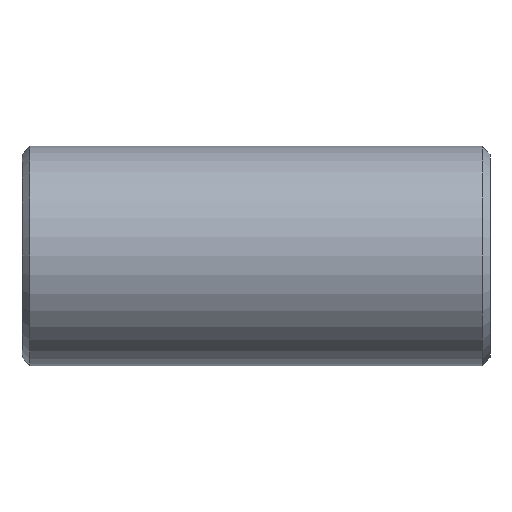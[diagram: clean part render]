
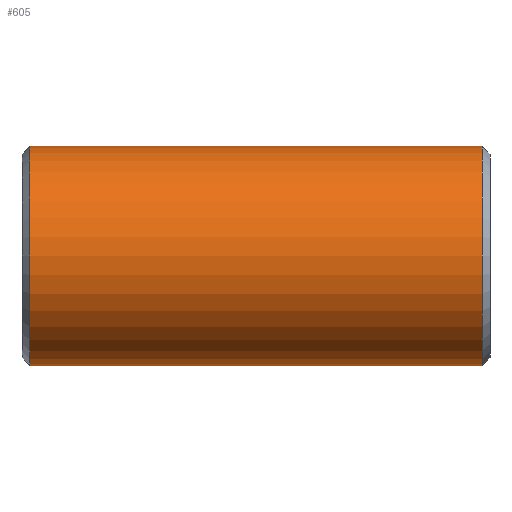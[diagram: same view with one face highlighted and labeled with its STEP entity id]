
A CAD part, front view. The second image highlights one B-rep face of the part: STEP entity #605.
In plain terms, the highlighted cylindrical face has radius 13.335 mm (diameter 26.67 mm), a partial arc.
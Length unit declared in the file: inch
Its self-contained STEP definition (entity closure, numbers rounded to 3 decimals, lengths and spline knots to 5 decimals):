
#23 = DIRECTION ( 'NONE',  ( -1., 0., 0. ) ) ;
#27 = DIRECTION ( 'NONE',  ( 0., 0., 1. ) ) ;
#35 = VERTEX_POINT ( 'NONE', #424 ) ;
#72 = CARTESIAN_POINT ( 'NONE',  ( 1.08233, 0., 0. ) ) ;
#82 = EDGE_LOOP ( 'NONE', ( #443, #393, #555, #201 ) ) ;
#84 = EDGE_CURVE ( 'NONE', #161, #35, #164, .T. ) ;
#85 = AXIS2_PLACEMENT_3D ( 'NONE', #625, #129, #27 ) ;
#92 = VECTOR ( 'NONE', #683, 39.37008 ) ;
#126 = CARTESIAN_POINT ( 'NONE',  ( 1.08233, 0., -0.525 ) ) ;
#128 = VERTEX_POINT ( 'NONE', #606 ) ;
#129 = DIRECTION ( 'NONE',  ( 1., 0., 0. ) ) ;
#161 = VERTEX_POINT ( 'NONE', #126 ) ;
#164 = LINE ( 'NONE', #378, #352 ) ;
#201 = ORIENTED_EDGE ( 'NONE', *, *, #278, .T. ) ;
#211 = AXIS2_PLACEMENT_3D ( 'NONE', #72, #23, #524 ) ;
#212 = EDGE_CURVE ( 'NONE', #676, #128, #240, .T. ) ;
#229 = CARTESIAN_POINT ( 'NONE',  ( 1.12, 0., 0. ) ) ;
#240 = LINE ( 'NONE', #461, #92 ) ;
#278 = EDGE_CURVE ( 'NONE', #128, #35, #669, .T. ) ;
#352 = VECTOR ( 'NONE', #362, 39.37008 ) ;
#361 = EDGE_CURVE ( 'NONE', #161, #676, #522, .T. ) ;
#362 = DIRECTION ( 'NONE',  ( -1., 0., 0. ) ) ;
#377 = AXIS2_PLACEMENT_3D ( 'NONE', #229, #616, #507 ) ;
#378 = CARTESIAN_POINT ( 'NONE',  ( 1.12, 0., -0.525 ) ) ;
#390 = FACE_OUTER_BOUND ( 'NONE', #82, .T. ) ;
#393 = ORIENTED_EDGE ( 'NONE', *, *, #361, .T. ) ;
#424 = CARTESIAN_POINT ( 'NONE',  ( -1.08233, 0., -0.525 ) ) ;
#443 = ORIENTED_EDGE ( 'NONE', *, *, #84, .F. ) ;
#461 = CARTESIAN_POINT ( 'NONE',  ( 1.12, 0., 0.525 ) ) ;
#507 = DIRECTION ( 'NONE',  ( 0., 0., 1. ) ) ;
#522 = CIRCLE ( 'NONE', #211, 0.525 ) ;
#524 = DIRECTION ( 'NONE',  ( 0., 0., -1. ) ) ;
#552 = CARTESIAN_POINT ( 'NONE',  ( 1.08233, 0., 0.525 ) ) ;
#555 = ORIENTED_EDGE ( 'NONE', *, *, #212, .T. ) ;
#605 = ADVANCED_FACE ( 'NONE', ( #390 ), #668, .T. ) ;
#606 = CARTESIAN_POINT ( 'NONE',  ( -1.08233, 0., 0.525 ) ) ;
#616 = DIRECTION ( 'NONE',  ( -1., 0., 0. ) ) ;
#625 = CARTESIAN_POINT ( 'NONE',  ( -1.08233, 0., 0. ) ) ;
#668 = CYLINDRICAL_SURFACE ( 'NONE', #377, 0.525 ) ;
#669 = CIRCLE ( 'NONE', #85, 0.525 ) ;
#676 = VERTEX_POINT ( 'NONE', #552 ) ;
#683 = DIRECTION ( 'NONE',  ( -1., 0., 0. ) ) ;
